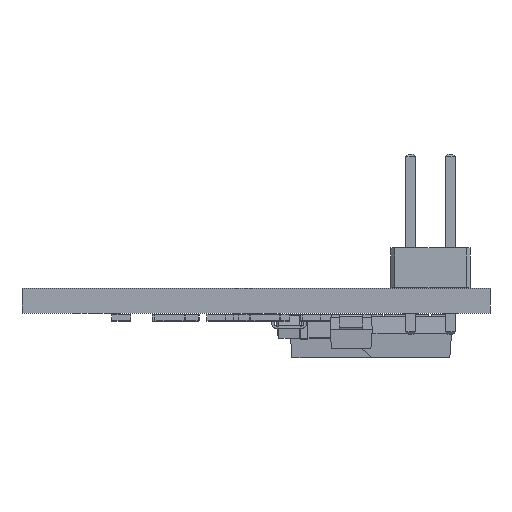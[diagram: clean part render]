
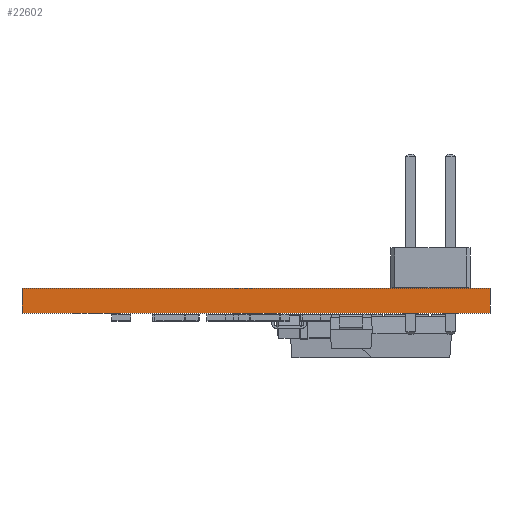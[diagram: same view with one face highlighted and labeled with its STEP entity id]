
A CAD part, front view. The second image highlights one B-rep face of the part: STEP entity #22602.
In plain terms, the highlighted planar face has unit normal (0, -1, 0).
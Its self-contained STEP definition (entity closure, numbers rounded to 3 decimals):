
#20748 = PLANE('',#20749);
#20749 = AXIS2_PLACEMENT_3D('',#20750,#20751,#20752);
#20750 = CARTESIAN_POINT('',(0.381,0.254,0.));
#20751 = DIRECTION('',(-1.,0.,0.));
#20752 = DIRECTION('',(0.,1.,0.));
#20776 = PLANE('',#20777);
#20777 = AXIS2_PLACEMENT_3D('',#20778,#20779,#20780);
#20778 = CARTESIAN_POINT('',(15.367,20.32,1.6));
#20779 = DIRECTION('',(-0.,-0.,-1.));
#20780 = DIRECTION('',(-1.,0.,0.));
#20804 = PLANE('',#20805);
#20805 = AXIS2_PLACEMENT_3D('',#20806,#20807,#20808);
#20806 = CARTESIAN_POINT('',(30.353,40.386,0.));
#20807 = DIRECTION('',(1.,0.,-0.));
#20808 = DIRECTION('',(0.,-1.,0.));
#20830 = PLANE('',#20831);
#20831 = AXIS2_PLACEMENT_3D('',#20832,#20833,#20834);
#20832 = CARTESIAN_POINT('',(15.367,20.32,0.));
#20833 = DIRECTION('',(-0.,-0.,-1.));
#20834 = DIRECTION('',(-1.,0.,0.));
#20845 = EDGE_CURVE('',#20846,#20848,#20850,.T.);
#20846 = VERTEX_POINT('',#20847);
#20847 = CARTESIAN_POINT('',(0.381,0.254,0.));
#20848 = VERTEX_POINT('',#20849);
#20849 = CARTESIAN_POINT('',(0.381,0.254,1.6));
#20850 = SURFACE_CURVE('',#20851,(#20855,#20862),.PCURVE_S1.);
#20851 = LINE('',#20852,#20853);
#20852 = CARTESIAN_POINT('',(0.381,0.254,0.));
#20853 = VECTOR('',#20854,1.);
#20854 = DIRECTION('',(0.,0.,1.));
#20855 = PCURVE('',#20748,#20856);
#20856 = DEFINITIONAL_REPRESENTATION('',(#20857),#20861);
#20857 = LINE('',#20858,#20859);
#20858 = CARTESIAN_POINT('',(0.,0.));
#20859 = VECTOR('',#20860,1.);
#20860 = DIRECTION('',(0.,-1.));
#20861 = ( GEOMETRIC_REPRESENTATION_CONTEXT(2) 
PARAMETRIC_REPRESENTATION_CONTEXT() REPRESENTATION_CONTEXT('2D SPACE',''
  ) );
#20862 = PCURVE('',#20863,#20868);
#20863 = PLANE('',#20864);
#20864 = AXIS2_PLACEMENT_3D('',#20865,#20866,#20867);
#20865 = CARTESIAN_POINT('',(30.353,0.254,0.));
#20866 = DIRECTION('',(0.,-1.,0.));
#20867 = DIRECTION('',(-1.,0.,0.));
#20868 = DEFINITIONAL_REPRESENTATION('',(#20869),#20873);
#20869 = LINE('',#20870,#20871);
#20870 = CARTESIAN_POINT('',(29.972,0.));
#20871 = VECTOR('',#20872,1.);
#20872 = DIRECTION('',(0.,-1.));
#20873 = ( GEOMETRIC_REPRESENTATION_CONTEXT(2) 
PARAMETRIC_REPRESENTATION_CONTEXT() REPRESENTATION_CONTEXT('2D SPACE',''
  ) );
#20923 = VERTEX_POINT('',#20924);
#20924 = CARTESIAN_POINT('',(30.353,0.254,1.6));
#20945 = EDGE_CURVE('',#20946,#20923,#20948,.T.);
#20946 = VERTEX_POINT('',#20947);
#20947 = CARTESIAN_POINT('',(30.353,0.254,0.));
#20948 = SURFACE_CURVE('',#20949,(#20953,#20960),.PCURVE_S1.);
#20949 = LINE('',#20950,#20951);
#20950 = CARTESIAN_POINT('',(30.353,0.254,0.));
#20951 = VECTOR('',#20952,1.);
#20952 = DIRECTION('',(0.,0.,1.));
#20953 = PCURVE('',#20804,#20954);
#20954 = DEFINITIONAL_REPRESENTATION('',(#20955),#20959);
#20955 = LINE('',#20956,#20957);
#20956 = CARTESIAN_POINT('',(40.132,0.));
#20957 = VECTOR('',#20958,1.);
#20958 = DIRECTION('',(0.,-1.));
#20959 = ( GEOMETRIC_REPRESENTATION_CONTEXT(2) 
PARAMETRIC_REPRESENTATION_CONTEXT() REPRESENTATION_CONTEXT('2D SPACE',''
  ) );
#20960 = PCURVE('',#20863,#20961);
#20961 = DEFINITIONAL_REPRESENTATION('',(#20962),#20966);
#20962 = LINE('',#20963,#20964);
#20963 = CARTESIAN_POINT('',(0.,-0.));
#20964 = VECTOR('',#20965,1.);
#20965 = DIRECTION('',(0.,-1.));
#20966 = ( GEOMETRIC_REPRESENTATION_CONTEXT(2) 
PARAMETRIC_REPRESENTATION_CONTEXT() REPRESENTATION_CONTEXT('2D SPACE',''
  ) );
#20994 = EDGE_CURVE('',#20946,#20846,#20995,.T.);
#20995 = SURFACE_CURVE('',#20996,(#21000,#21007),.PCURVE_S1.);
#20996 = LINE('',#20997,#20998);
#20997 = CARTESIAN_POINT('',(30.353,0.254,0.));
#20998 = VECTOR('',#20999,1.);
#20999 = DIRECTION('',(-1.,0.,0.));
#21000 = PCURVE('',#20830,#21001);
#21001 = DEFINITIONAL_REPRESENTATION('',(#21002),#21006);
#21002 = LINE('',#21003,#21004);
#21003 = CARTESIAN_POINT('',(-14.986,-20.066));
#21004 = VECTOR('',#21005,1.);
#21005 = DIRECTION('',(1.,0.));
#21006 = ( GEOMETRIC_REPRESENTATION_CONTEXT(2) 
PARAMETRIC_REPRESENTATION_CONTEXT() REPRESENTATION_CONTEXT('2D SPACE',''
  ) );
#21007 = PCURVE('',#20863,#21008);
#21008 = DEFINITIONAL_REPRESENTATION('',(#21009),#21013);
#21009 = LINE('',#21010,#21011);
#21010 = CARTESIAN_POINT('',(0.,-0.));
#21011 = VECTOR('',#21012,1.);
#21012 = DIRECTION('',(1.,0.));
#21013 = ( GEOMETRIC_REPRESENTATION_CONTEXT(2) 
PARAMETRIC_REPRESENTATION_CONTEXT() REPRESENTATION_CONTEXT('2D SPACE',''
  ) );
#21861 = EDGE_CURVE('',#20923,#20848,#21862,.T.);
#21862 = SURFACE_CURVE('',#21863,(#21867,#21874),.PCURVE_S1.);
#21863 = LINE('',#21864,#21865);
#21864 = CARTESIAN_POINT('',(30.353,0.254,1.6));
#21865 = VECTOR('',#21866,1.);
#21866 = DIRECTION('',(-1.,0.,0.));
#21867 = PCURVE('',#20776,#21868);
#21868 = DEFINITIONAL_REPRESENTATION('',(#21869),#21873);
#21869 = LINE('',#21870,#21871);
#21870 = CARTESIAN_POINT('',(-14.986,-20.066));
#21871 = VECTOR('',#21872,1.);
#21872 = DIRECTION('',(1.,0.));
#21873 = ( GEOMETRIC_REPRESENTATION_CONTEXT(2) 
PARAMETRIC_REPRESENTATION_CONTEXT() REPRESENTATION_CONTEXT('2D SPACE',''
  ) );
#21874 = PCURVE('',#20863,#21875);
#21875 = DEFINITIONAL_REPRESENTATION('',(#21876),#21880);
#21876 = LINE('',#21877,#21878);
#21877 = CARTESIAN_POINT('',(0.,-1.6));
#21878 = VECTOR('',#21879,1.);
#21879 = DIRECTION('',(1.,0.));
#21880 = ( GEOMETRIC_REPRESENTATION_CONTEXT(2) 
PARAMETRIC_REPRESENTATION_CONTEXT() REPRESENTATION_CONTEXT('2D SPACE',''
  ) );
#22602 = ADVANCED_FACE('',(#22603),#20863,.T.);
#22603 = FACE_BOUND('',#22604,.T.);
#22604 = EDGE_LOOP('',(#22605,#22606,#22607,#22608));
#22605 = ORIENTED_EDGE('',*,*,#20945,.T.);
#22606 = ORIENTED_EDGE('',*,*,#21861,.T.);
#22607 = ORIENTED_EDGE('',*,*,#20845,.F.);
#22608 = ORIENTED_EDGE('',*,*,#20994,.F.);
